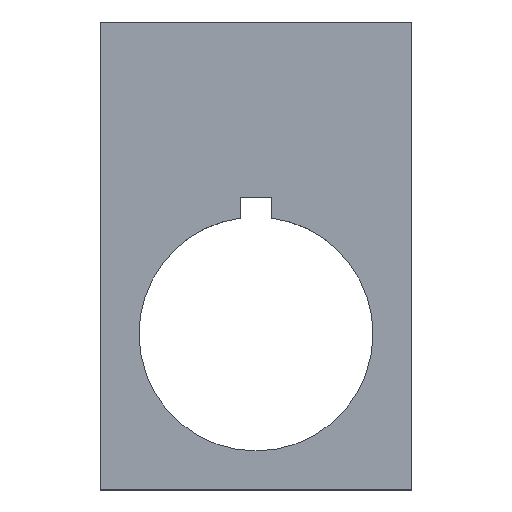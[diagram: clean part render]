
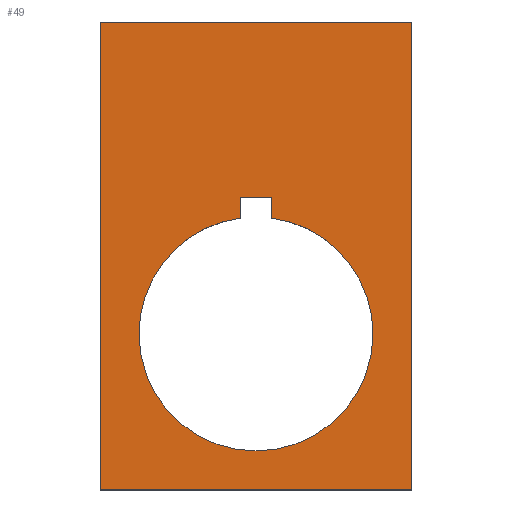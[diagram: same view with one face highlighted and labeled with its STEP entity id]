
A CAD part, top view. The second image highlights one B-rep face of the part: STEP entity #49.
In plain terms, the highlighted planar face has unit normal (0, 0, 1).
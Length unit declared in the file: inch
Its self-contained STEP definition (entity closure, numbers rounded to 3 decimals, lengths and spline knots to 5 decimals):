
#2 = EDGE_CURVE ( 'NONE', #318, #47, #371, .T. ) ;
#6 = CARTESIAN_POINT ( 'NONE',  ( -0.05906, 0.5177, 0.02953 ) ) ;
#7 = AXIS2_PLACEMENT_3D ( 'NONE', #186, #429, #52 ) ;
#9 = CARTESIAN_POINT ( 'NONE',  ( 0.59055, 0.29528, 0.02953 ) ) ;
#10 = ORIENTED_EDGE ( 'NONE', *, *, #243, .T. ) ;
#16 = ORIENTED_EDGE ( 'NONE', *, *, #320, .T. ) ;
#27 = VERTEX_POINT ( 'NONE', #274 ) ;
#30 = VECTOR ( 'NONE', #50, 39.37008 ) ;
#31 = VECTOR ( 'NONE', #244, 39.37008 ) ;
#40 = VERTEX_POINT ( 'NONE', #140 ) ;
#42 = LINE ( 'NONE', #9, #323 ) ;
#44 = LINE ( 'NONE', #239, #31 ) ;
#47 = VERTEX_POINT ( 'NONE', #445 ) ;
#49 = ADVANCED_FACE ( 'NONE', ( #175, #64 ), #344, .T. ) ;
#50 = DIRECTION ( 'NONE',  ( 1., 0., 0. ) ) ;
#51 = VECTOR ( 'NONE', #328, 39.37008 ) ;
#52 = DIRECTION ( 'NONE',  ( 1., 0., 0. ) ) ;
#56 = VERTEX_POINT ( 'NONE', #71 ) ;
#64 = FACE_OUTER_BOUND ( 'NONE', #353, .T. ) ;
#67 = EDGE_CURVE ( 'NONE', #40, #334, #234, .T. ) ;
#71 = CARTESIAN_POINT ( 'NONE',  ( -0.05906, 0.43896, 0.02953 ) ) ;
#74 = CARTESIAN_POINT ( 'NONE',  ( 0., 1.1811, 0.02953 ) ) ;
#79 = CARTESIAN_POINT ( 'NONE',  ( 0.59055, 1.1811, 0.02953 ) ) ;
#80 = ORIENTED_EDGE ( 'NONE', *, *, #358, .T. ) ;
#89 = DIRECTION ( 'NONE',  ( 0., 0., -1. ) ) ;
#90 = EDGE_CURVE ( 'NONE', #298, #209, #101, .T. ) ;
#93 = LINE ( 'NONE', #296, #264 ) ;
#95 = CARTESIAN_POINT ( 'NONE',  ( -0.59055, 0.29528, 0.02953 ) ) ;
#97 = ORIENTED_EDGE ( 'NONE', *, *, #327, .T. ) ;
#101 = LINE ( 'NONE', #74, #167 ) ;
#112 = VECTOR ( 'NONE', #268, 39.37008 ) ;
#118 = DIRECTION ( 'NONE',  ( 0., 1., 0. ) ) ;
#120 = CARTESIAN_POINT ( 'NONE',  ( 0., 0.5177, 0.02953 ) ) ;
#121 = EDGE_CURVE ( 'NONE', #27, #56, #303, .T. ) ;
#124 = CARTESIAN_POINT ( 'NONE',  ( 0.44291, 0., 0.02953 ) ) ;
#136 = DIRECTION ( 'NONE',  ( 1., 0., 0. ) ) ;
#139 = AXIS2_PLACEMENT_3D ( 'NONE', #206, #338, #136 ) ;
#140 = CARTESIAN_POINT ( 'NONE',  ( -0.59055, -0.59055, 0.02953 ) ) ;
#147 = ORIENTED_EDGE ( 'NONE', *, *, #90, .T. ) ;
#167 = VECTOR ( 'NONE', #173, 39.37008 ) ;
#173 = DIRECTION ( 'NONE',  ( -1., 0., 0. ) ) ;
#175 = FACE_BOUND ( 'NONE', #212, .T. ) ;
#177 = CARTESIAN_POINT ( 'NONE',  ( 0.05906, 0.43896, 0.02953 ) ) ;
#183 = EDGE_CURVE ( 'NONE', #56, #318, #44, .T. ) ;
#185 = AXIS2_PLACEMENT_3D ( 'NONE', #342, #238, #305 ) ;
#186 = CARTESIAN_POINT ( 'NONE',  ( 0., 0., 0.02953 ) ) ;
#190 = DIRECTION ( 'NONE',  ( 1., 0., 0. ) ) ;
#194 = LINE ( 'NONE', #95, #51 ) ;
#206 = CARTESIAN_POINT ( 'NONE',  ( 0., 0., 0.02953 ) ) ;
#209 = VERTEX_POINT ( 'NONE', #354 ) ;
#212 = EDGE_LOOP ( 'NONE', ( #423, #97, #16, #80, #403, #400 ) ) ;
#215 = ORIENTED_EDGE ( 'NONE', *, *, #409, .T. ) ;
#219 = CARTESIAN_POINT ( 'NONE',  ( 0.59055, -0.59055, 0.02953 ) ) ;
#227 = CARTESIAN_POINT ( 'NONE',  ( 0., 0., 0.02953 ) ) ;
#234 = LINE ( 'NONE', #237, #112 ) ;
#235 = AXIS2_PLACEMENT_3D ( 'NONE', #227, #89, #190 ) ;
#237 = CARTESIAN_POINT ( 'NONE',  ( 0., -0.59055, 0.02953 ) ) ;
#238 = DIRECTION ( 'NONE',  ( 0., 0., 1. ) ) ;
#239 = CARTESIAN_POINT ( 'NONE',  ( -0.05906, 0.29528, 0.02953 ) ) ;
#240 = VERTEX_POINT ( 'NONE', #177 ) ;
#243 = EDGE_CURVE ( 'NONE', #334, #298, #42, .T. ) ;
#244 = DIRECTION ( 'NONE',  ( 0., 1., 0. ) ) ;
#260 = ORIENTED_EDGE ( 'NONE', *, *, #67, .T. ) ;
#264 = VECTOR ( 'NONE', #333, 39.37008 ) ;
#268 = DIRECTION ( 'NONE',  ( 1., 0., 0. ) ) ;
#274 = CARTESIAN_POINT ( 'NONE',  ( -0.44291, 0., 0.02953 ) ) ;
#296 = CARTESIAN_POINT ( 'NONE',  ( 0.05906, 0.29528, 0.02953 ) ) ;
#298 = VERTEX_POINT ( 'NONE', #79 ) ;
#303 = CIRCLE ( 'NONE', #139, 0.44291 ) ;
#305 = DIRECTION ( 'NONE',  ( 1., 0., 0. ) ) ;
#318 = VERTEX_POINT ( 'NONE', #6 ) ;
#320 = EDGE_CURVE ( 'NONE', #240, #329, #355, .T. ) ;
#323 = VECTOR ( 'NONE', #118, 39.37008 ) ;
#327 = EDGE_CURVE ( 'NONE', #47, #240, #93, .T. ) ;
#328 = DIRECTION ( 'NONE',  ( 0., -1., 0. ) ) ;
#329 = VERTEX_POINT ( 'NONE', #124 ) ;
#333 = DIRECTION ( 'NONE',  ( 0., -1., 0. ) ) ;
#334 = VERTEX_POINT ( 'NONE', #219 ) ;
#338 = DIRECTION ( 'NONE',  ( 0., 0., -1. ) ) ;
#342 = CARTESIAN_POINT ( 'NONE',  ( 0., 0.29528, 0.02953 ) ) ;
#344 = PLANE ( 'NONE',  #185 ) ;
#353 = EDGE_LOOP ( 'NONE', ( #260, #10, #147, #215 ) ) ;
#354 = CARTESIAN_POINT ( 'NONE',  ( -0.59055, 1.1811, 0.02953 ) ) ;
#355 = CIRCLE ( 'NONE', #235, 0.44291 ) ;
#358 = EDGE_CURVE ( 'NONE', #329, #27, #362, .T. ) ;
#362 = CIRCLE ( 'NONE', #7, 0.44291 ) ;
#371 = LINE ( 'NONE', #120, #30 ) ;
#400 = ORIENTED_EDGE ( 'NONE', *, *, #183, .T. ) ;
#403 = ORIENTED_EDGE ( 'NONE', *, *, #121, .T. ) ;
#409 = EDGE_CURVE ( 'NONE', #209, #40, #194, .T. ) ;
#423 = ORIENTED_EDGE ( 'NONE', *, *, #2, .T. ) ;
#429 = DIRECTION ( 'NONE',  ( 0., 0., -1. ) ) ;
#445 = CARTESIAN_POINT ( 'NONE',  ( 0.05906, 0.5177, 0.02953 ) ) ;
